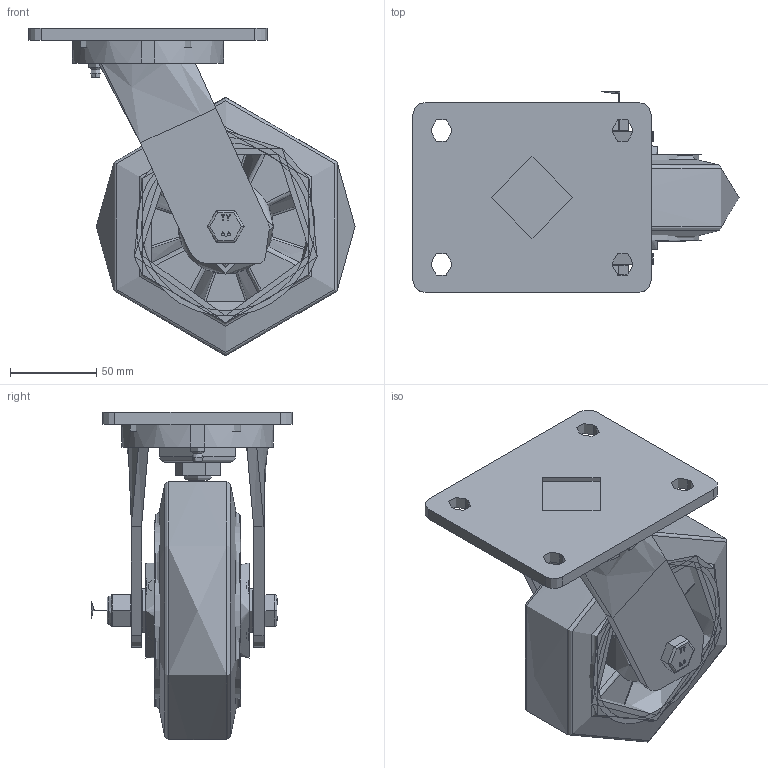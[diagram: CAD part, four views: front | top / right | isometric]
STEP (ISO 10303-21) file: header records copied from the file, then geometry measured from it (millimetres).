
FILE_DESCRIPTION(/* description */ (''),/* implementation_level */ '2;1');
FILE_NAME(/* name */ 'BZMJ150ERBJ.step',/* time_stamp */ '2024-10-18T14:26:11+01:00',/* author */ (''),/* organization */ (''),/* preprocessor_version */ 'ST-DEVELOPER v20',/* originating_system */ 'Autodesk Translation Framework v13.20.0.188',/* authorisation */ '');
FILE_SCHEMA (('AUTOMOTIVE_DESIGN { 1 0 10303 214 3 1 1 }'));
Products named in the file (30): BZMJ150ERBJ; BZMJ150AS v1; FABRICATED STEEL TOP PLATE; FABRICATED STEEL TOP PLATE Geometry; NUT; BOLT; FABRICATED STEEL FORKS; BEARING SEAL; BZH150WERBJM20 v1; 65 SHORE A RUBBER TYRE; ALUMINIUM RIM; ALUMINIUM RIM Geometry; BEARING SPACER; BEARING 6204; BALL BEARINGS; BEARING 6204 (1); BALL BEARINGS (1); Component3; STEEL; RUBBER; TH20X2X12 v1; ZINC PLATED HEADED SPACER; TH20X2X12 v1 (1); ZINC PLATED HEADED SPACER (1); BOLTM12X100Z8.8 v2; GRADE 8.8 FULLY THREADED ZINC PLATED BOLT; NYLOCM12Z14MM v1; NYLOC NUT; NUT (1); RUBBER (1)
Assembly tree (46 placements, depth 5):
  BZMJ150ERBJ
    BZMJ150AS v1
      FABRICATED STEEL TOP PLATE
        FABRICATED STEEL TOP PLATE Geometry
        NUT
        BOLT
      FABRICATED STEEL FORKS
      BEARING SEAL
    BZH150WERBJM20 v1
      65 SHORE A RUBBER TYRE
      ALUMINIUM RIM
        ALUMINIUM RIM Geometry
        BEARING SPACER
      BEARING 6204
        BALL BEARINGS
          Component3  x8
        STEEL
        RUBBER
      BEARING 6204 (1)
        BALL BEARINGS (1)
          Component3  x8
        STEEL
        RUBBER
    TH20X2X12 v1
      ZINC PLATED HEADED SPACER
    TH20X2X12 v1 (1)
      ZINC PLATED HEADED SPACER (1)
    BOLTM12X100Z8.8 v2
      GRADE 8.8 FULLY THREADED ZINC PLATED BOLT
    NYLOCM12Z14MM v1
      NYLOC NUT
        NUT (1)
        RUBBER (1)
Bounding box: 189 x 116.5 x 189.96 mm (x, y, z)
Volume: 847435.2 mm3; surface area: 266682.3 mm2
Topology: 39 solids, 39 shells, 1509 faces, 4186 edges, 2766 vertices
Faces by surface type: plane 650, bspline 473, cylinder 341, sphere 28, torus 13, cone 4
Full cylindrical faces by diameter (mm): 8 x1, 9.836 x34, 11.834 x45, 12 x2, 12.2 x2, 13 x2, 14 x2, 16 x2, 18 x1, 18.5 x1, 19.8 x2, 20 x3, 25 x3, 27 x10, 28.5 x4, 29 x8, 32 x1, 40 x4, 40.5 x4, 41.5 x4, 42 x8, 44 x3, 45 x1, 47 x4, 47.5 x1, 55 x2, 88 x1, 92 x1, 94 x1, 97.5 x1
Entity records: 55494 total; most frequent: CARTESIAN_POINT 30800, ORIENTED_EDGE 5646, DIRECTION 3892, EDGE_CURVE 2823, VERTEX_POINT 1866, AXIS2_PLACEMENT_3D 1330, LINE 1232, VECTOR 1232
